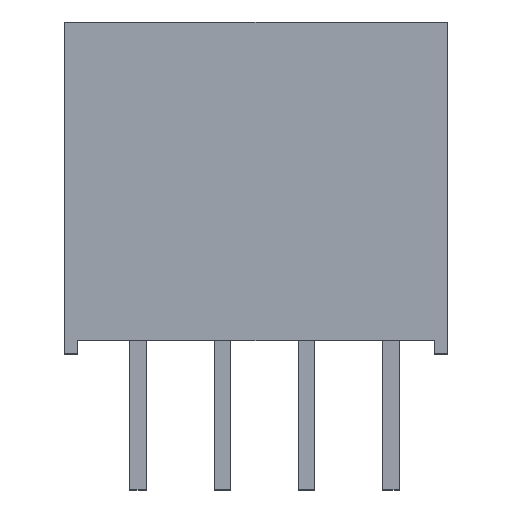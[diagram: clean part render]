
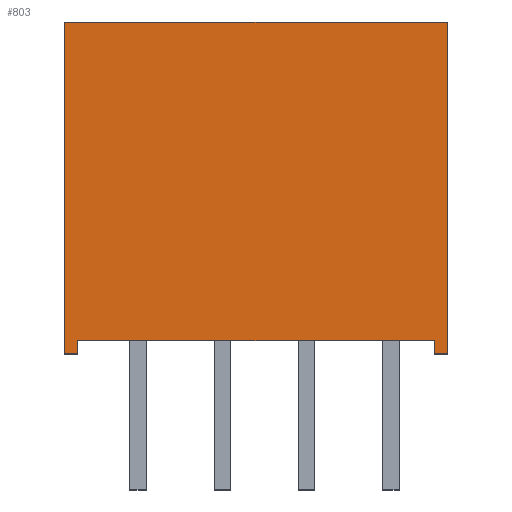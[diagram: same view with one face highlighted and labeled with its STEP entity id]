
A CAD part, top view. The second image highlights one B-rep face of the part: STEP entity #803.
In plain terms, the highlighted planar face has unit normal (0, 0, 1).
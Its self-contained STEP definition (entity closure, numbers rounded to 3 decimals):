
#19 = EDGE_CURVE ( 'NONE', #403, #827, #798, .T. ) ;
#23 = CARTESIAN_POINT ( 'NONE',  ( -5.765, -5., 3.05 ) ) ;
#34 = CARTESIAN_POINT ( 'NONE',  ( -5.765, -5., 3.05 ) ) ;
#41 = EDGE_CURVE ( 'NONE', #827, #907, #320, .T. ) ;
#68 = ORIENTED_EDGE ( 'NONE', *, *, #134, .T. ) ;
#70 = ORIENTED_EDGE ( 'NONE', *, *, #436, .T. ) ;
#72 = DIRECTION ( 'NONE',  ( 0., -1., 0. ) ) ;
#92 = ORIENTED_EDGE ( 'NONE', *, *, #391, .T. ) ;
#113 = EDGE_CURVE ( 'NONE', #715, #572, #253, .T. ) ;
#125 = DIRECTION ( 'NONE',  ( 0., 1., 0. ) ) ;
#131 = LINE ( 'NONE', #515, #1107 ) ;
#134 = EDGE_CURVE ( 'NONE', #907, #287, #1208, .T. ) ;
#154 = CARTESIAN_POINT ( 'NONE',  ( -5.365, -9.234, 3.05 ) ) ;
#182 = CARTESIAN_POINT ( 'NONE',  ( 5.765, -5., 3.05 ) ) ;
#227 = ORIENTED_EDGE ( 'NONE', *, *, #113, .F. ) ;
#246 = PLANE ( 'NONE',  #819 ) ;
#253 = LINE ( 'NONE', #154, #437 ) ;
#287 = VERTEX_POINT ( 'NONE', #498 ) ;
#320 = LINE ( 'NONE', #608, #684 ) ;
#343 = LINE ( 'NONE', #829, #1127 ) ;
#349 = CARTESIAN_POINT ( 'NONE',  ( 5.365, -5., 3.05 ) ) ;
#391 = EDGE_CURVE ( 'NONE', #287, #1066, #131, .T. ) ;
#403 = VERTEX_POINT ( 'NONE', #349 ) ;
#436 = EDGE_CURVE ( 'NONE', #1066, #572, #343, .T. ) ;
#437 = VECTOR ( 'NONE', #72, 1000. ) ;
#438 = DIRECTION ( 'NONE',  ( 1., 0., 0. ) ) ;
#498 = CARTESIAN_POINT ( 'NONE',  ( -5.765, 5., 3.05 ) ) ;
#515 = CARTESIAN_POINT ( 'NONE',  ( -5.765, -5., 3.05 ) ) ;
#558 = CARTESIAN_POINT ( 'NONE',  ( -5.365, -5., 3.05 ) ) ;
#568 = ORIENTED_EDGE ( 'NONE', *, *, #19, .T. ) ;
#572 = VERTEX_POINT ( 'NONE', #558 ) ;
#573 = VECTOR ( 'NONE', #808, 1000. ) ;
#608 = CARTESIAN_POINT ( 'NONE',  ( 5.765, -5., 3.05 ) ) ;
#639 = DIRECTION ( 'NONE',  ( -1., 0., 0. ) ) ;
#662 = DIRECTION ( 'NONE',  ( 0., 0., -1. ) ) ;
#672 = DIRECTION ( 'NONE',  ( -1., 0., 0. ) ) ;
#677 = EDGE_LOOP ( 'NONE', ( #772, #1039, #568, #709, #68, #92, #70, #227 ) ) ;
#684 = VECTOR ( 'NONE', #125, 1000. ) ;
#691 = DIRECTION ( 'NONE',  ( 0., 1., 0. ) ) ;
#701 = VECTOR ( 'NONE', #988, 1000. ) ;
#709 = ORIENTED_EDGE ( 'NONE', *, *, #41, .T. ) ;
#715 = VERTEX_POINT ( 'NONE', #828 ) ;
#721 = VERTEX_POINT ( 'NONE', #817 ) ;
#730 = FACE_OUTER_BOUND ( 'NONE', #677, .T. ) ;
#772 = ORIENTED_EDGE ( 'NONE', *, *, #1119, .F. ) ;
#798 = LINE ( 'NONE', #34, #701 ) ;
#803 = ADVANCED_FACE ( 'NONE', ( #730 ), #246, .F. ) ;
#808 = DIRECTION ( 'NONE',  ( -1., 0., 0. ) ) ;
#817 = CARTESIAN_POINT ( 'NONE',  ( 5.365, -4.6, 3.05 ) ) ;
#819 = AXIS2_PLACEMENT_3D ( 'NONE', #1124, #662, #672 ) ;
#827 = VERTEX_POINT ( 'NONE', #182 ) ;
#828 = CARTESIAN_POINT ( 'NONE',  ( -5.365, -4.6, 3.05 ) ) ;
#829 = CARTESIAN_POINT ( 'NONE',  ( -5.765, -5., 3.05 ) ) ;
#889 = LINE ( 'NONE', #978, #1087 ) ;
#894 = DIRECTION ( 'NONE',  ( 0., -1., 0. ) ) ;
#906 = EDGE_CURVE ( 'NONE', #403, #721, #889, .T. ) ;
#907 = VERTEX_POINT ( 'NONE', #969 ) ;
#916 = LINE ( 'NONE', #922, #573 ) ;
#922 = CARTESIAN_POINT ( 'NONE',  ( -5.365, -4.6, 3.05 ) ) ;
#969 = CARTESIAN_POINT ( 'NONE',  ( 5.765, 5., 3.05 ) ) ;
#978 = CARTESIAN_POINT ( 'NONE',  ( 5.365, -9.234, 3.05 ) ) ;
#988 = DIRECTION ( 'NONE',  ( 1., 0., 0. ) ) ;
#1039 = ORIENTED_EDGE ( 'NONE', *, *, #906, .F. ) ;
#1053 = VECTOR ( 'NONE', #639, 1000. ) ;
#1066 = VERTEX_POINT ( 'NONE', #23 ) ;
#1087 = VECTOR ( 'NONE', #691, 1000. ) ;
#1107 = VECTOR ( 'NONE', #894, 1000. ) ;
#1109 = CARTESIAN_POINT ( 'NONE',  ( -5.765, 5., 3.05 ) ) ;
#1119 = EDGE_CURVE ( 'NONE', #721, #715, #916, .T. ) ;
#1124 = CARTESIAN_POINT ( 'NONE',  ( 0., 0., 3.05 ) ) ;
#1127 = VECTOR ( 'NONE', #438, 1000. ) ;
#1208 = LINE ( 'NONE', #1109, #1053 ) ;
